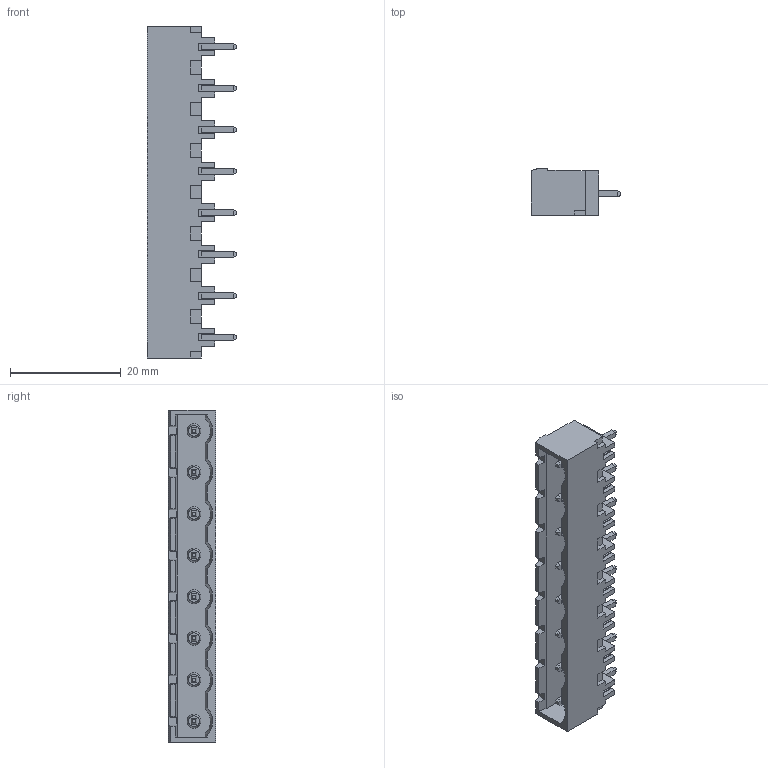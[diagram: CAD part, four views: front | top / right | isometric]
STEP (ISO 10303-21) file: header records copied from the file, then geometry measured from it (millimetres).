
FILE_DESCRIPTION(('STEP AP214'),'1');
FILE_NAME('PV08-7,5-V-P.stp','2021-04-20T15:56:43',(' '),(' '),'Spatial InterOp 3D',' ',' ');
FILE_SCHEMA(('automotive_design'));
Length unit declared in the file: metre
Products named in the file (1): 1
Bounding box: 16.2 x 8.5 x 60 mm (x, y, z)
Volume: 2558.5 mm3; surface area: 4592.9 mm2
Topology: 1 solids, 1 shells, 507 faces, 1330 edges, 852 vertices
Faces by surface type: plane 478, cone 16, cylinder 12, extrusion 1
Entity records: 19200 total; most frequent: CARTESIAN_POINT 2732, ORIENTED_EDGE 2628, DIRECTION 2359, EDGE_CURVE 1314, VECTOR 1249, LINE 1248, VERTEX_POINT 844, EDGE_LOOP 558
